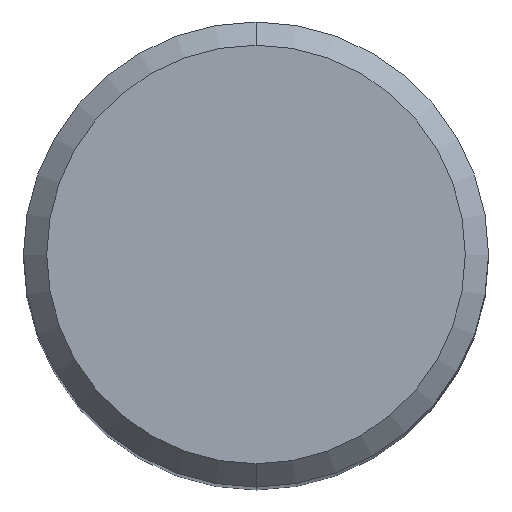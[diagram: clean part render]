
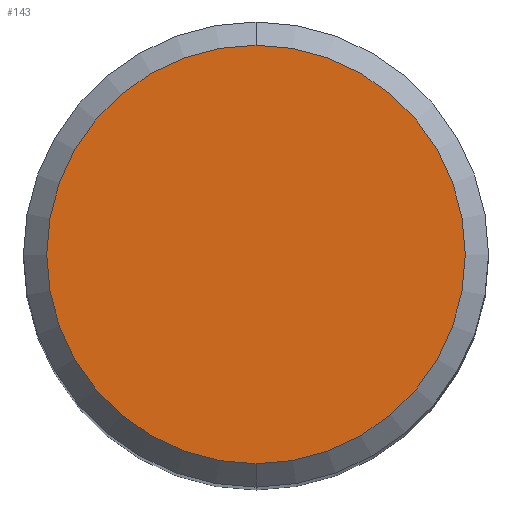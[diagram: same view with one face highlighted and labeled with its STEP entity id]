
A CAD part, top view. The second image highlights one B-rep face of the part: STEP entity #143.
In plain terms, the highlighted planar face has unit normal (0, 0, 1).
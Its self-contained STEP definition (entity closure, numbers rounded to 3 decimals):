
#107=VERTEX_POINT('',#260);
#117=VERTEX_POINT('',#270);
#119=EDGE_CURVE('',#117,#107,#272,.T.);
#143=ADVANCED_FACE('',(#296),#297,.T.);
#225=EDGE_CURVE('',#107,#117,#392,.T.);
#260=CARTESIAN_POINT('',(0.0,5.4,0.));
#270=CARTESIAN_POINT('',(0.,-5.4,0.));
#272=CIRCLE('',#439,5.4);
#296=FACE_OUTER_BOUND('',#473,.T.);
#297=PLANE('',#474);
#392=CIRCLE('',#594,5.4);
#439=AXIS2_PLACEMENT_3D('',#629,#630,#631);
#473=EDGE_LOOP('',(#648,#649));
#474=AXIS2_PLACEMENT_3D('',#650,#651,#652);
#594=AXIS2_PLACEMENT_3D('',#782,#783,#784);
#629=CARTESIAN_POINT('',(0.0,0.0,0.));
#630=DIRECTION('',(0.0,0.0,-1.0));
#631=DIRECTION('',(0.0,1.0,0.0));
#648=ORIENTED_EDGE('',*,*,#225,.F.);
#649=ORIENTED_EDGE('',*,*,#119,.F.);
#650=CARTESIAN_POINT('',(0.0,2.7,0.));
#651=DIRECTION('',(-0.0,0.0,1.0));
#652=DIRECTION('',(0.0,-1.0,0.0));
#782=CARTESIAN_POINT('',(0.0,0.0,0.));
#783=DIRECTION('',(0.0,0.0,-1.0));
#784=DIRECTION('',(0.0,1.0,0.0));
